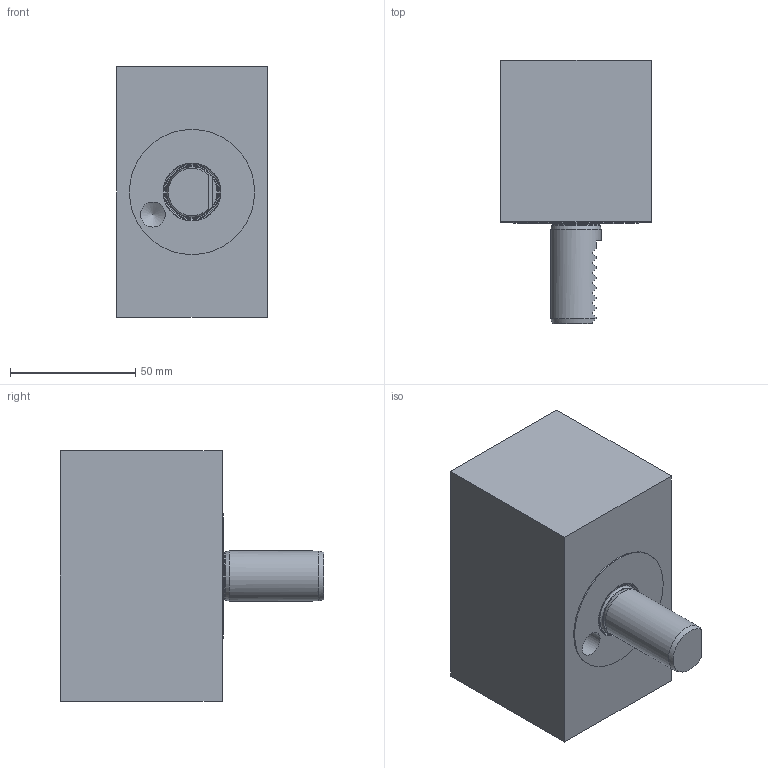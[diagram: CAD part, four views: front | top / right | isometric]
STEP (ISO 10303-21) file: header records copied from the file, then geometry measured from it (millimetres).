
FILE_DESCRIPTION (( 'STEP AP214' ), '1' );
FILE_NAME ('A120X65.STEP', '2025-07-14T13:42:33', ( '' ), ( '' ), 'SwSTEP 2.0', 'SolidWorks 2023', '' );
FILE_SCHEMA (( 'AUTOMOTIVE_DESIGN' ));
Length unit declared in the file: millimetre
Products named in the file (1): A120X65
Bounding box: 60 x 105 x 100 mm (x, y, z)
Volume: 398799.9 mm3; surface area: 35705.1 mm2
Topology: 1 solids, 1 shells, 257 faces, 673 edges, 446 vertices
Faces by surface type: plane 175, cylinder 38, bspline 37, cone 4, torus 3
Full cylindrical faces by diameter (mm): 1.7 x1, 2.1 x1, 6.366 x1, 10 x1, 19.1 x1, 20 x1, 50 x1
Entity records: 12259 total; most frequent: CARTESIAN_POINT 4131, ORIENTED_EDGE 1316, DIRECTION 1045, EDGE_CURVE 658, VECTOR 469, LINE 469, VERTEX_POINT 444, EDGE_LOOP 298
